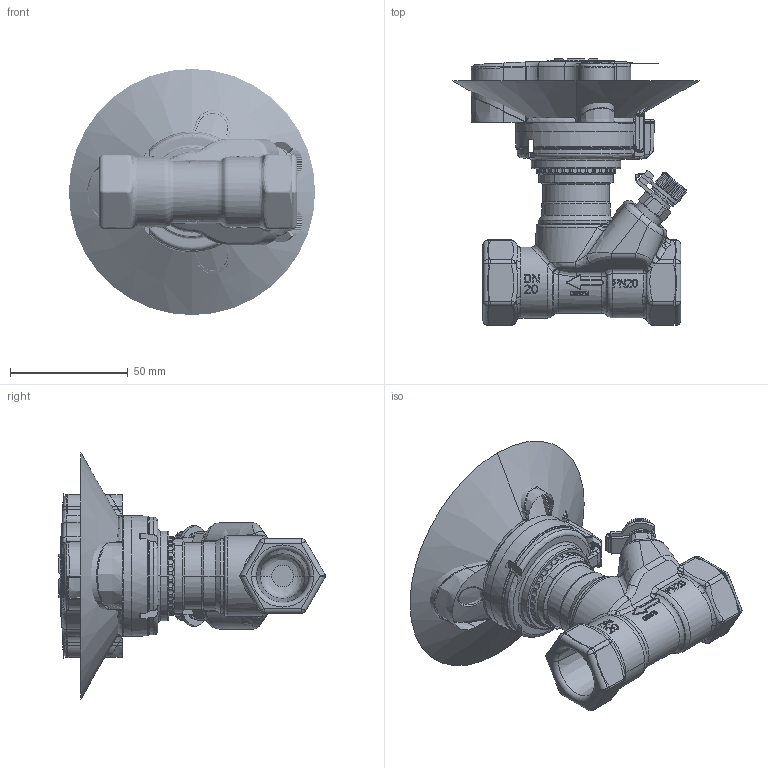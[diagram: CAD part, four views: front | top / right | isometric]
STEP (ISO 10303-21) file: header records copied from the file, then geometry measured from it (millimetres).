
FILE_DESCRIPTION((''),'2;1');
FILE_NAME('MSV_B_20_ASM','2015-08-26T',('u317927'),('Danfoss'),'PRO/ENGINEER BY PARAMETRIC TECHNOLOGY CORPORATION, 2014000','PRO/ENGINEER BY PARAMETRIC TECHNOLOGY CORPORATION, 2014000','');
FILE_SCHEMA(('CONFIG_CONTROL_DESIGN'));
Length unit declared in the file: millimetre
Products named in the file (24): 003Z4432; 003Z4562; 003Z4757_AF0; 003Z4589; 003Z4582; 003Z4583; 003Z4587; O-RING_MESSNIPLE; 003Z4910_ASM; STRIP_MONT_BLUE; STRIP_MONT_RED; 003Z4601; 003Z4604; SML-SOKKEL_ASM; 003Z4609; SP_013G5938; 003Z4612; 003Z4610; 003Z4629; 003Z4905_ASM; KVTEXTDN20_B; 003Z4613; 003Z4642; MSV_B_20_ASM
Assembly tree (24 placements, depth 3):
  MSV_B_20_ASM
    003Z4432
    003Z4562
    003Z4910_ASM  x2
      003Z4757_AF0
      003Z4589
      003Z4582
      003Z4583
      003Z4587
      O-RING_MESSNIPLE
    STRIP_MONT_BLUE
    STRIP_MONT_RED
    003Z4905_ASM
      003Z4601
      003Z4604
      SML-SOKKEL_ASM
      003Z4609
      SP_013G5938
      003Z4612
      003Z4610
      003Z4629
    KVTEXTDN20_B
    003Z4613
    003Z4642
Bounding box: 104.43 x 113.13 x 104.43 mm (x, y, z)
Volume: 89697.3 mm3; surface area: 122258.3 mm2
Topology: 60 solids, 90 shells, 6207 faces, 16442 edges, 10463 vertices
Faces by surface type: plane 2572, cylinder 1195, cone 924, torus 495, bspline 485, extrusion 437, sphere 99
Entity records: 234728 total; most frequent: CARTESIAN_POINT 97325, ORIENTED_EDGE 31014, DIRECTION 24718, EDGE_CURVE 15738, VERTEX_POINT 10026, AXIS2_PLACEMENT_3D 9226, VECTOR 6266, B_SPLINE_CURVE_WITH_KNOTS 6212
